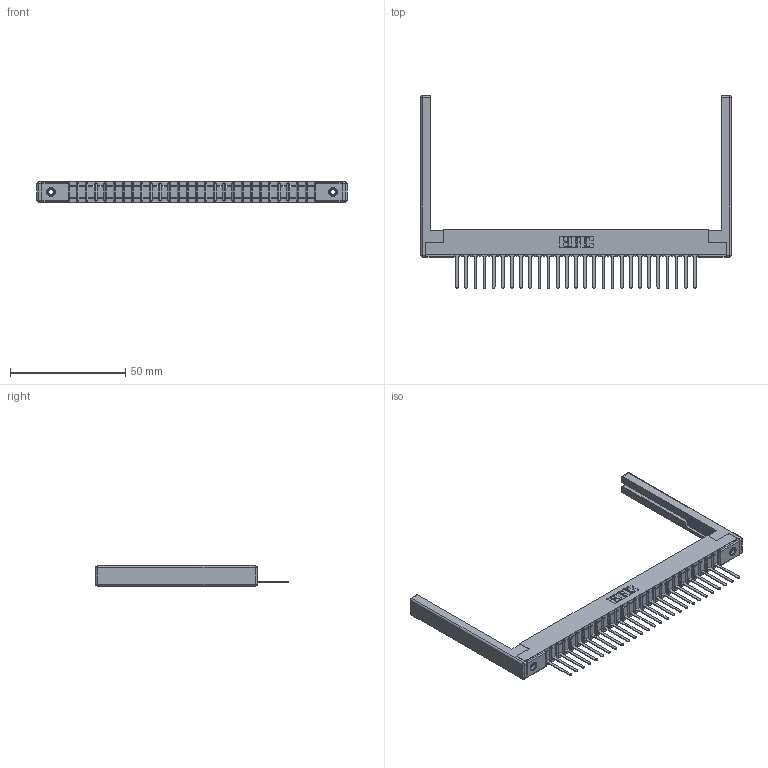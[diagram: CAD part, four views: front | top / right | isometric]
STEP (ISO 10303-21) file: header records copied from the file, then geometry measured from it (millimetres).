
FILE_DESCRIPTION (( 'STEP AP203' ), '1' );
FILE_NAME ('357-027-547-168.STEP', '2019-09-14T02:44:15', ( '' ), ( '' ), 'SwSTEP 2.0', 'SolidWorks 2016', '' );
FILE_SCHEMA (( 'CONFIG_CONTROL_DESIGN' ));
Length unit declared in the file: inch
Products named in the file (5): 357-027-547-168; 307 Part_.156 Dia Mounting Holes; 307-220-068; 345-250-001_345-250-001-102; 307-290-001_547
Assembly tree (32 placements, depth 2):
  357-027-547-168
    307 Part_.156 Dia Mounting Holes
    307-290-001_547  x27
    307-220-068  x2
    345-250-001_345-250-001-102  x2
Bounding box: 134.42 x 83.39 x 8.71 mm (x, y, z)
Volume: 13108 mm3; surface area: 17917.9 mm2
Topology: 32 solids, 32 shells, 1812 faces, 5087 edges, 3258 vertices
Faces by surface type: plane 1157, cylinder 575, sphere 64, cone 12, torus 4
Entity records: 27723 total; most frequent: CARTESIAN_POINT 4629, ORIENTED_EDGE 4604, DIRECTION 4528, EDGE_CURVE 2302, VECTOR 1758, LINE 1758, VERTEX_POINT 1486, AXIS2_PLACEMENT_3D 1385
